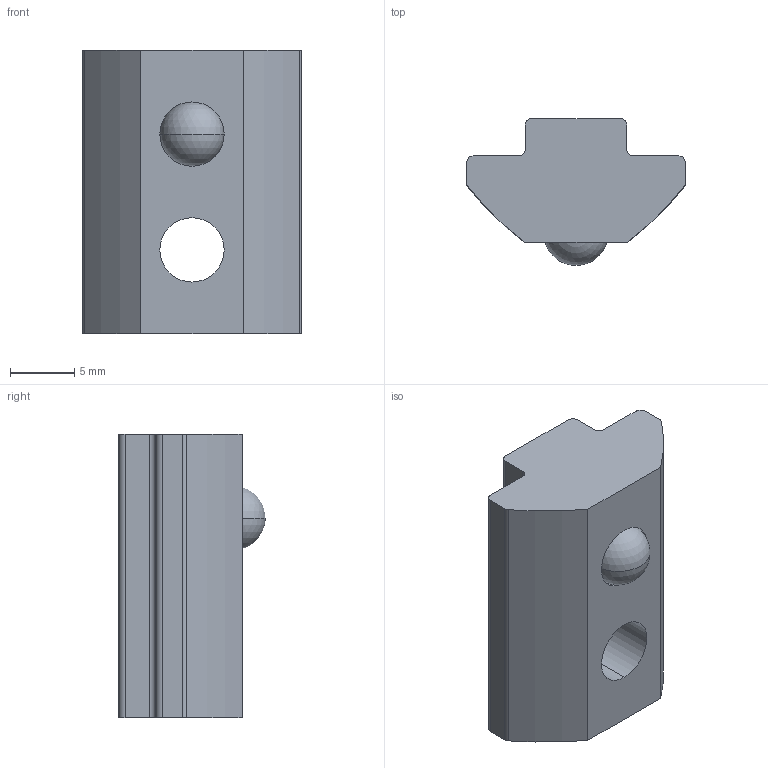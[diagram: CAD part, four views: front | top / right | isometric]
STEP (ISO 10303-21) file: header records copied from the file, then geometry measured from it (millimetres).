
FILE_DESCRIPTION (( 'STEP AP214' ), '1' );
FILE_NAME ('096066e.STEP', '2014-08-18T09:39:22', ( '' ), ( '' ), 'SwSTEP 2.0', 'SolidWorks 2014', '' );
FILE_SCHEMA (( 'AUTOMOTIVE_DESIGN' ));
Length unit declared in the file: millimetre
Products named in the file (4): 096066e; 096066-1__066; 340me023_kt36001001 (gestaucht); 340me007_Standard
Assembly tree (3 placements, depth 2):
  096066e
    096066-1__066
    340me023_kt36001001 (gestaucht)
    340me007_Standard
Bounding box: 17 x 11.4 x 22 mm (x, y, z)
Volume: 2364.9 mm3; surface area: 1609.8 mm2
Topology: 3 solids, 3 shells, 39 faces, 101 edges, 65 vertices
Faces by surface type: cylinder 14, plane 13, torus 6, cone 2, bspline 2, sphere 2
Entity records: 1960 total; most frequent: CARTESIAN_POINT 827, DIRECTION 226, ORIENTED_EDGE 192, EDGE_CURVE 96, AXIS2_PLACEMENT_3D 93, VERTEX_POINT 62, CIRCLE 50, EDGE_LOOP 44
